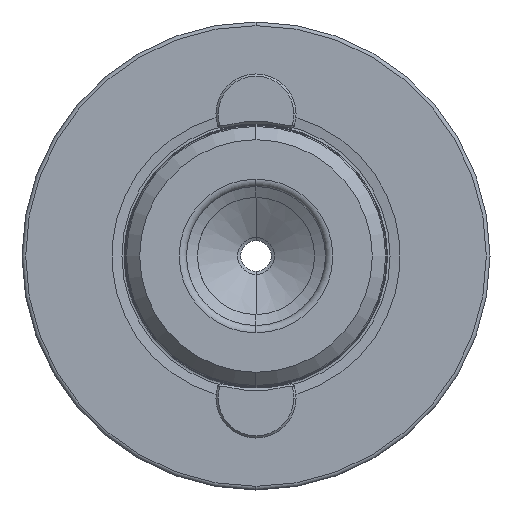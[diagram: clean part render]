
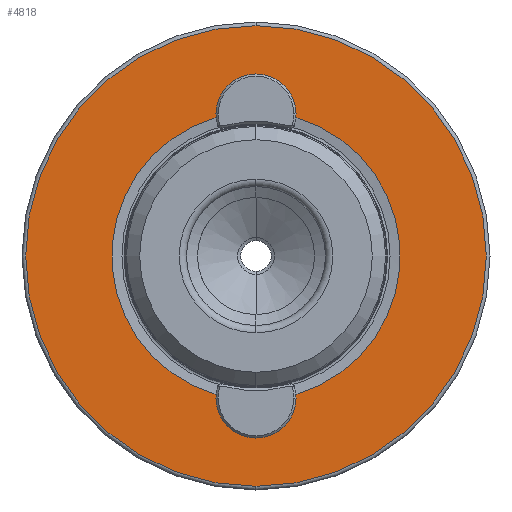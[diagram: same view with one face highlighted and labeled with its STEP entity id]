
A CAD part, left-side view. The second image highlights one B-rep face of the part: STEP entity #4818.
In plain terms, the highlighted planar face has unit normal (-1, 0, 0).
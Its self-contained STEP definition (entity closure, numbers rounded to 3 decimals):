
#41 = EDGE_CURVE ( 'NONE', #1625, #4070, #4912, .T. ) ;
#131 = EDGE_CURVE ( 'NONE', #2495, #1024, #4362, .T. ) ;
#197 = VERTEX_POINT ( 'NONE', #2555 ) ;
#207 = AXIS2_PLACEMENT_3D ( 'NONE', #1375, #1359, #1356 ) ;
#214 = AXIS2_PLACEMENT_3D ( 'NONE', #1192, #1096, #1086 ) ;
#343 = CIRCLE ( 'NONE', #469, 31.5 ) ;
#398 = DIRECTION ( 'NONE',  ( 0., 0., 1. ) ) ;
#411 = DIRECTION ( 'NONE',  ( -1., 0., 0. ) ) ;
#424 = CARTESIAN_POINT ( 'NONE',  ( 0., 0., 21.5 ) ) ;
#439 = CARTESIAN_POINT ( 'NONE',  ( 0., 0., -21.5 ) ) ;
#469 = AXIS2_PLACEMENT_3D ( 'NONE', #1638, #1627, #1620 ) ;
#698 = DIRECTION ( 'NONE',  ( -1., 0., 0. ) ) ;
#762 = DIRECTION ( 'NONE',  ( 0., 0., 1. ) ) ;
#828 = FACE_BOUND ( 'NONE', #2415, .T. ) ;
#846 = CARTESIAN_POINT ( 'NONE',  ( 0., -2.305, -19.58 ) ) ;
#972 = EDGE_LOOP ( 'NONE', ( #2358, #2409 ) ) ;
#1024 = VERTEX_POINT ( 'NONE', #1746 ) ;
#1071 = FACE_OUTER_BOUND ( 'NONE', #972, .T. ) ;
#1086 = DIRECTION ( 'NONE',  ( 0., 0., -1. ) ) ;
#1096 = DIRECTION ( 'NONE',  ( 1., 0., 0. ) ) ;
#1131 = PLANE ( 'NONE',  #214 ) ;
#1192 = CARTESIAN_POINT ( 'NONE',  ( 0., 0., -19.715 ) ) ;
#1308 = AXIS2_PLACEMENT_3D ( 'NONE', #4468, #2539, #2709 ) ;
#1356 = DIRECTION ( 'NONE',  ( 0., 0., 1. ) ) ;
#1359 = DIRECTION ( 'NONE',  ( -1., 0., 0. ) ) ;
#1375 = CARTESIAN_POINT ( 'NONE',  ( 0., 0., 0. ) ) ;
#1477 = VERTEX_POINT ( 'NONE', #4039 ) ;
#1620 = DIRECTION ( 'NONE',  ( 0., 0., 1. ) ) ;
#1625 = VERTEX_POINT ( 'NONE', #5083 ) ;
#1627 = DIRECTION ( 'NONE',  ( -1., 0., 0. ) ) ;
#1638 = CARTESIAN_POINT ( 'NONE',  ( 0., 0., 0. ) ) ;
#1746 = CARTESIAN_POINT ( 'NONE',  ( 0., -2.305, 19.58 ) ) ;
#2027 = AXIS2_PLACEMENT_3D ( 'NONE', #2835, #2822, #2815 ) ;
#2050 = ORIENTED_EDGE ( 'NONE', *, *, #2263, .F. ) ;
#2055 = CIRCLE ( 'NONE', #4790, 3. ) ;
#2098 = ORIENTED_EDGE ( 'NONE', *, *, #3151, .F. ) ;
#2113 = ORIENTED_EDGE ( 'NONE', *, *, #3051, .F. ) ;
#2170 = ORIENTED_EDGE ( 'NONE', *, *, #131, .F. ) ;
#2240 = CARTESIAN_POINT ( 'NONE',  ( 0., 2.305, 19.58 ) ) ;
#2263 = EDGE_CURVE ( 'NONE', #3617, #1477, #3315, .T. ) ;
#2276 = DIRECTION ( 'NONE',  ( -1., 0., 0. ) ) ;
#2287 = ORIENTED_EDGE ( 'NONE', *, *, #3503, .F. ) ;
#2341 = ORIENTED_EDGE ( 'NONE', *, *, #2652, .F. ) ;
#2358 = ORIENTED_EDGE ( 'NONE', *, *, #41, .T. ) ;
#2409 = ORIENTED_EDGE ( 'NONE', *, *, #3730, .T. ) ;
#2415 = EDGE_LOOP ( 'NONE', ( #2050, #2098, #2113, #2170, #2287, #2341 ) ) ;
#2495 = VERTEX_POINT ( 'NONE', #846 ) ;
#2539 = DIRECTION ( 'NONE',  ( -1., 0., 0. ) ) ;
#2555 = CARTESIAN_POINT ( 'NONE',  ( 0., 0., 24.5 ) ) ;
#2652 = EDGE_CURVE ( 'NONE', #1477, #2890, #2055, .T. ) ;
#2679 = CARTESIAN_POINT ( 'NONE',  ( 0., 0., 21.5 ) ) ;
#2709 = DIRECTION ( 'NONE',  ( 0., 0., 1. ) ) ;
#2815 = DIRECTION ( 'NONE',  ( 0., 0., 1. ) ) ;
#2822 = DIRECTION ( 'NONE',  ( -1., 0., 0. ) ) ;
#2835 = CARTESIAN_POINT ( 'NONE',  ( 0., 0., -21.5 ) ) ;
#2859 = CIRCLE ( 'NONE', #4439, 3. ) ;
#2871 = DIRECTION ( 'NONE',  ( 0., 0., 1. ) ) ;
#2879 = DIRECTION ( 'NONE',  ( -1., 0., 0. ) ) ;
#2890 = VERTEX_POINT ( 'NONE', #4873 ) ;
#2937 = CARTESIAN_POINT ( 'NONE',  ( 0., 0., -31.5 ) ) ;
#3051 = EDGE_CURVE ( 'NONE', #1024, #197, #2859, .T. ) ;
#3151 = EDGE_CURVE ( 'NONE', #197, #3617, #3779, .T. ) ;
#3315 = CIRCLE ( 'NONE', #207, 19.715 ) ;
#3503 = EDGE_CURVE ( 'NONE', #2890, #2495, #5059, .T. ) ;
#3617 = VERTEX_POINT ( 'NONE', #2240 ) ;
#3724 = AXIS2_PLACEMENT_3D ( 'NONE', #424, #698, #762 ) ;
#3730 = EDGE_CURVE ( 'NONE', #4070, #1625, #343, .T. ) ;
#3779 = CIRCLE ( 'NONE', #3724, 3. ) ;
#4039 = CARTESIAN_POINT ( 'NONE',  ( 0., 2.305, -19.58 ) ) ;
#4070 = VERTEX_POINT ( 'NONE', #2937 ) ;
#4270 = AXIS2_PLACEMENT_3D ( 'NONE', #4729, #2276, #4554 ) ;
#4362 = CIRCLE ( 'NONE', #4270, 19.715 ) ;
#4439 = AXIS2_PLACEMENT_3D ( 'NONE', #2679, #2879, #2871 ) ;
#4468 = CARTESIAN_POINT ( 'NONE',  ( 0., 0., 0. ) ) ;
#4554 = DIRECTION ( 'NONE',  ( 0., 0., 1. ) ) ;
#4729 = CARTESIAN_POINT ( 'NONE',  ( 0., 0., 0. ) ) ;
#4790 = AXIS2_PLACEMENT_3D ( 'NONE', #439, #411, #398 ) ;
#4818 = ADVANCED_FACE ( 'NONE', ( #828, #1071 ), #1131, .F. ) ;
#4873 = CARTESIAN_POINT ( 'NONE',  ( 0., 0., -24.5 ) ) ;
#4912 = CIRCLE ( 'NONE', #1308, 31.5 ) ;
#5059 = CIRCLE ( 'NONE', #2027, 3. ) ;
#5083 = CARTESIAN_POINT ( 'NONE',  ( 0., 0., 31.5 ) ) ;
